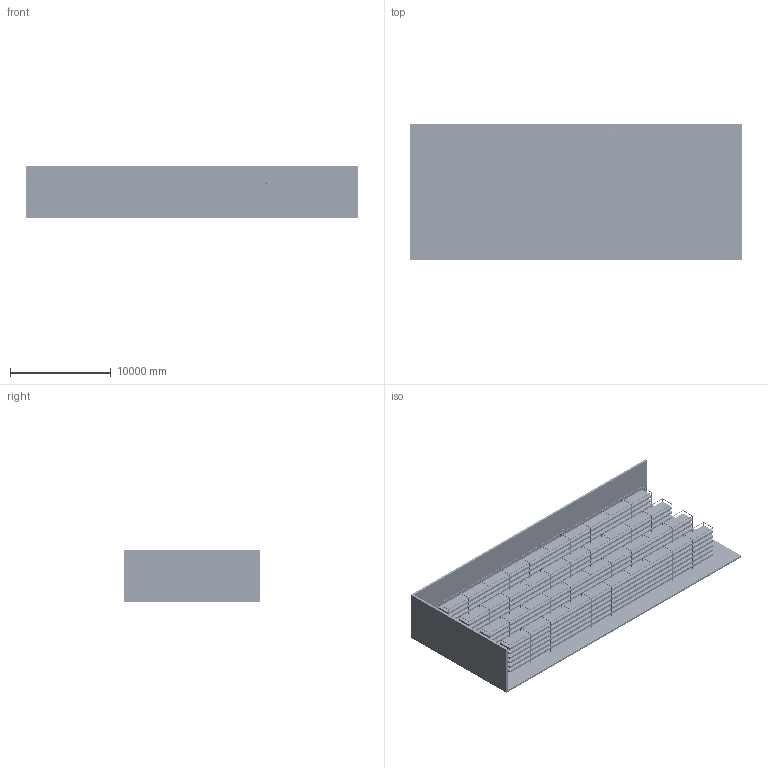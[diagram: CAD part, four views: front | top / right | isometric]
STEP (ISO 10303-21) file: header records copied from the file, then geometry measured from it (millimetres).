
FILE_DESCRIPTION(/* description */ (''),/* implementation_level */ '2;1');
FILE_NAME(/* name */ 'Csarnok',/* time_stamp */ '2023-11-24T09:12:31+01:00',/* author */ (''),/* organization */ (''),/* preprocessor_version */ 'ST-DEVELOPER v18.1',/* originating_system */ 'Solid Edge',/* authorisation */ 'Unknown');
FILE_SCHEMA (('AUTOMOTIVE_DESIGN {1 0 10303 214 3 1 1}'));
Length unit declared in the file: millimetre
Products named in the file (10): Csarnok; Csarnok_v01; Polcrendszer_v01; Drone; 6; 5; 2; 1; 4; 3
Assembly tree (29 placements, depth 3):
  Csarnok
    Csarnok_v01
    Polcrendszer_v01  x4
    Drone  x5
      6
      5
      2
      1
      4
      3
Bounding box: 32950 x 13420 x 5200 mm (x, y, z)
Volume: 324745951184.2 mm3; surface area: 3634064178.6 mm2
Topology: 100 solids, 100 shells, 13895 faces, 41100 edges, 27155 vertices
Faces by surface type: cylinder 8715, plane 4495, bspline 480, torus 205
Full cylindrical faces by diameter (mm): 1.5 x30, 2 x380, 5 x60, 6 x40, 7 x40, 8 x65, 10 x25, 11 x5, 12 x20
Entity records: 52221 total; most frequent: CARTESIAN_POINT 10716, ORIENTED_EDGE 8026, DIRECTION 7350, EDGE_CURVE 4013, LINE 2772, VECTOR 2772, VERTEX_POINT 2674, AXIS2_PLACEMENT_3D 2289
